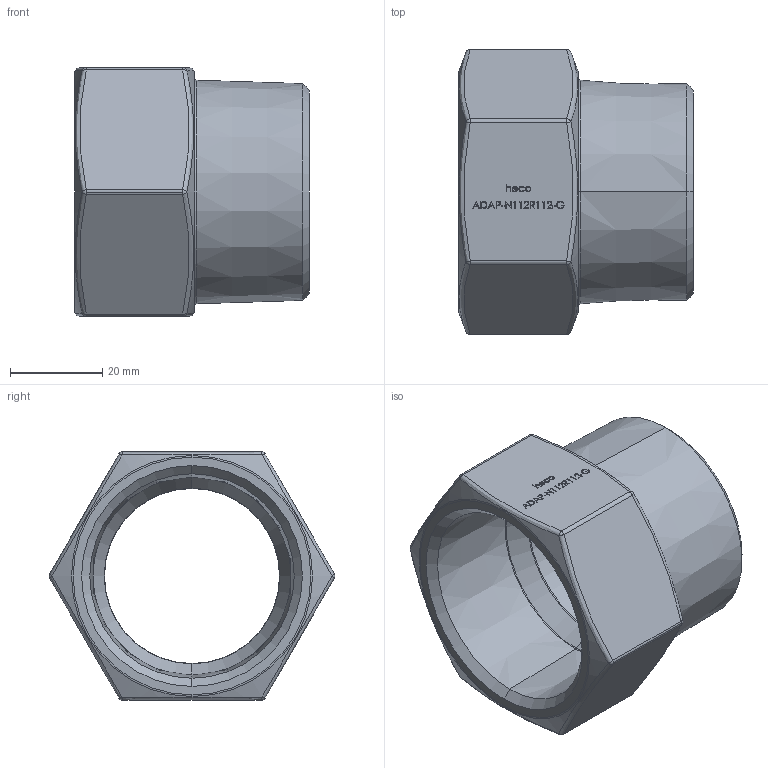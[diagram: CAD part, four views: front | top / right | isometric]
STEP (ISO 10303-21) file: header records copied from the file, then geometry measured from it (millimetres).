
FILE_DESCRIPTION (( 'STEP AP214' ), '1' );
FILE_NAME ('ADAP-N112R112-G Adapter.STEP', '2018-06-27T13:53:03', ( '' ), ( '' ), 'SwSTEP 2.0', 'SolidWorks 2016', '' );
FILE_SCHEMA (( 'AUTOMOTIVE_DESIGN' ));
Length unit declared in the file: millimetre
Products named in the file (1): ADAP-N112R112-G Adapter
Bounding box: 51 x 62.04 x 54 mm (x, y, z)
Volume: 42822.2 mm3; surface area: 16804.9 mm2
Topology: 1 solids, 1 shells, 286 faces, 721 edges, 460 vertices
Faces by surface type: plane 153, bspline 86, cone 14, torus 12, sphere 12, cylinder 9
Entity records: 15288 total; most frequent: CARTESIAN_POINT 6658, ORIENTED_EDGE 1430, DIRECTION 1023, EDGE_CURVE 715, VERTEX_POINT 458, LINE 457, VECTOR 457, EDGE_LOOP 315
